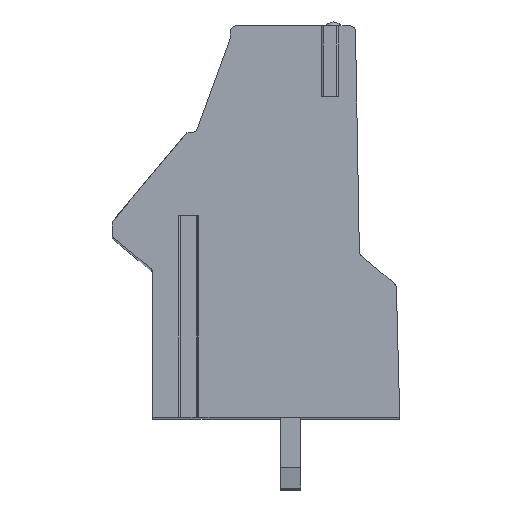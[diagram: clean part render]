
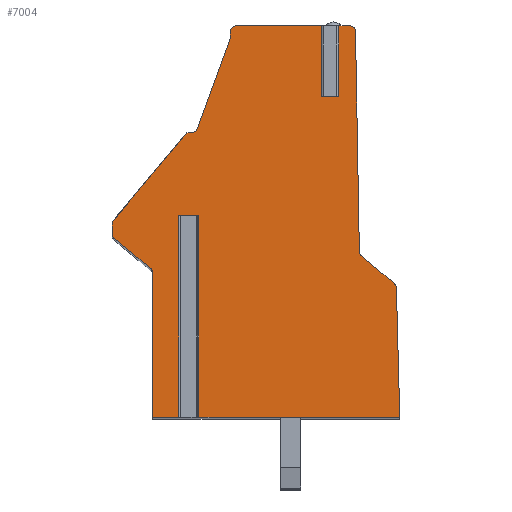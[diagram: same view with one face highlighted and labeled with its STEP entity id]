
A CAD part, top view. The second image highlights one B-rep face of the part: STEP entity #7004.
In plain terms, the highlighted planar face has unit normal (0, 0, 1).
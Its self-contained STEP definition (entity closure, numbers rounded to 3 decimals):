
#13=DIRECTION('',(-1.,0.,0.));
#14=VECTOR('',#13,0.55);
#15=CARTESIAN_POINT('',(3.708,6.127,58.42));
#16=LINE('',#15,#14);
#17=DIRECTION('',(0.,-1.,0.));
#18=VECTOR('',#17,3.5);
#19=CARTESIAN_POINT('',(3.708,9.627,58.42));
#20=LINE('',#19,#18);
#21=DIRECTION('',(-1.,0.,0.));
#22=VECTOR('',#21,0.682);
#23=CARTESIAN_POINT('',(4.39,9.627,58.42));
#24=LINE('',#23,#22);
#25=CARTESIAN_POINT('',(4.39,9.327,58.42));
#26=DIRECTION('',(0.,0.,1.));
#27=DIRECTION('',(1.,0.017,0.));
#28=AXIS2_PLACEMENT_3D('',#25,#26,#27);
#30=DIRECTION('',(-0.017,1.,0.));
#31=VECTOR('',#30,10.885);
#32=CARTESIAN_POINT('',(4.88,-1.552,58.42));
#33=LINE('',#32,#31);
#34=CARTESIAN_POINT('',(5.18,-1.546,58.42));
#35=DIRECTION('',(0.,0.,-1.));
#36=DIRECTION('',(-0.643,-0.766,0.));
#37=AXIS2_PLACEMENT_3D('',#34,#35,#36);
#39=DIRECTION('',(-0.766,0.643,0.));
#40=VECTOR('',#39,2.116);
#41=CARTESIAN_POINT('',(6.608,-3.137,58.42));
#42=LINE('',#41,#40);
#43=CARTESIAN_POINT('',(6.415,-3.366,58.42));
#44=DIRECTION('',(0.,0.,1.));
#45=DIRECTION('',(1.,0.029,0.));
#46=AXIS2_PLACEMENT_3D('',#43,#44,#45);
#48=DIRECTION('',(-0.026,1.,0.));
#49=VECTOR('',#48,6.418);
#50=CARTESIAN_POINT('',(6.883,-9.773,58.42));
#51=LINE('',#50,#49);
#52=DIRECTION('',(1.,0.,0.));
#53=VECTOR('',#52,9.952);
#54=CARTESIAN_POINT('',(-3.069,-9.773,58.42));
#55=LINE('',#54,#53);
#56=DIRECTION('',(0.,-1.,0.));
#57=VECTOR('',#56,10.);
#58=CARTESIAN_POINT('',(-3.069,0.227,58.42));
#59=LINE('',#58,#57);
#60=DIRECTION('',(-1.,0.,0.));
#61=VECTOR('',#60,0.996);
#62=CARTESIAN_POINT('',(-3.069,0.227,58.42));
#63=LINE('',#62,#61);
#64=DIRECTION('',(0.,-1.,0.));
#65=VECTOR('',#64,10.);
#66=CARTESIAN_POINT('',(-4.065,0.227,58.42));
#67=LINE('',#66,#65);
#68=DIRECTION('',(1.,0.,0.));
#69=VECTOR('',#68,1.302);
#70=CARTESIAN_POINT('',(-5.367,-9.773,58.42));
#71=LINE('',#70,#69);
#72=DIRECTION('',(0.,-1.,0.));
#73=VECTOR('',#72,7.198);
#74=CARTESIAN_POINT('',(-5.367,-2.576,58.42));
#75=LINE('',#74,#73);
#76=CARTESIAN_POINT('',(-5.567,-2.576,58.42));
#77=DIRECTION('',(0.,0.,-1.));
#78=DIRECTION('',(0.643,0.766,0.));
#79=AXIS2_PLACEMENT_3D('',#76,#77,#78);
#81=DIRECTION('',(0.766,-0.643,0.));
#82=VECTOR('',#81,2.424);
#83=CARTESIAN_POINT('',(-7.295,-0.864,58.42));
#84=LINE('',#83,#82);
#85=CARTESIAN_POINT('',(-7.167,-0.711,58.42));
#86=DIRECTION('',(0.,0.,1.));
#87=DIRECTION('',(-1.,0.,0.));
#88=AXIS2_PLACEMENT_3D('',#85,#86,#87);
#90=DIRECTION('',(0.,-1.,0.));
#91=VECTOR('',#90,0.52);
#92=CARTESIAN_POINT('',(-7.367,-0.191,58.42));
#93=LINE('',#92,#91);
#94=CARTESIAN_POINT('',(-7.067,-0.191,58.42));
#95=DIRECTION('',(0.,0.,1.));
#96=DIRECTION('',(-0.766,0.643,0.));
#97=AXIS2_PLACEMENT_3D('',#94,#95,#96);
#99=DIRECTION('',(-0.643,-0.766,0.));
#100=VECTOR('',#99,5.645);
#101=CARTESIAN_POINT('',(-3.668,4.327,58.42));
#102=LINE('',#101,#100);
#103=DIRECTION('',(-1.,0.,0.));
#104=VECTOR('',#103,0.236);
#105=CARTESIAN_POINT('',(-3.432,4.327,58.42));
#106=LINE('',#105,#104);
#107=CARTESIAN_POINT('',(-3.432,4.627,58.42));
#108=DIRECTION('',(0.,0.,-1.));
#109=DIRECTION('',(0.94,-0.342,0.));
#110=AXIS2_PLACEMENT_3D('',#107,#108,#109);
#112=DIRECTION('',(-0.342,-0.94,0.));
#113=VECTOR('',#112,4.782);
#114=CARTESIAN_POINT('',(-1.515,9.018,58.42));
#115=LINE('',#114,#113);
#116=DIRECTION('',(0.,-1.,0.));
#117=VECTOR('',#116,0.309);
#118=CARTESIAN_POINT('',(-1.515,9.327,58.42));
#119=LINE('',#118,#117);
#120=CARTESIAN_POINT('',(-1.215,9.327,58.42));
#121=DIRECTION('',(0.,0.,1.));
#122=DIRECTION('',(0.,1.,0.));
#123=AXIS2_PLACEMENT_3D('',#120,#121,#122);
#125=DIRECTION('',(-1.,0.,0.));
#126=VECTOR('',#125,4.373);
#127=CARTESIAN_POINT('',(3.158,9.627,58.42));
#128=LINE('',#127,#126);
#129=DIRECTION('',(0.,-1.,0.));
#130=VECTOR('',#129,3.5);
#131=CARTESIAN_POINT('',(3.158,9.627,58.42));
#132=LINE('',#131,#130);
#5453=CARTESIAN_POINT('',(6.883,-9.773,58.42));
#5454=CARTESIAN_POINT('',(6.715,-3.358,58.42));
#5455=VERTEX_POINT('',#5453);
#5456=VERTEX_POINT('',#5454);
#5457=CARTESIAN_POINT('',(6.608,-3.137,58.42));
#5458=VERTEX_POINT('',#5457);
#5459=CARTESIAN_POINT('',(4.987,-1.776,58.42));
#5460=VERTEX_POINT('',#5459);
#5461=CARTESIAN_POINT('',(4.88,-1.552,58.42));
#5462=VERTEX_POINT('',#5461);
#5463=CARTESIAN_POINT('',(4.69,9.332,58.42));
#5464=VERTEX_POINT('',#5463);
#5465=CARTESIAN_POINT('',(4.39,9.627,58.42));
#5466=VERTEX_POINT('',#5465);
#5467=CARTESIAN_POINT('',(-1.215,9.627,58.42));
#5468=CARTESIAN_POINT('',(-1.515,9.327,58.42));
#5469=VERTEX_POINT('',#5467);
#5470=VERTEX_POINT('',#5468);
#5471=CARTESIAN_POINT('',(-1.515,9.018,58.42));
#5472=VERTEX_POINT('',#5471);
#5473=CARTESIAN_POINT('',(-3.15,4.524,58.42));
#5474=VERTEX_POINT('',#5473);
#5475=CARTESIAN_POINT('',(-3.432,4.327,58.42));
#5476=VERTEX_POINT('',#5475);
#5477=CARTESIAN_POINT('',(-3.668,4.327,58.42));
#5478=VERTEX_POINT('',#5477);
#5479=CARTESIAN_POINT('',(-7.297,0.002,58.42));
#5480=VERTEX_POINT('',#5479);
#5481=CARTESIAN_POINT('',(-7.367,-0.191,58.42));
#5482=VERTEX_POINT('',#5481);
#5483=CARTESIAN_POINT('',(-7.367,-0.711,58.42));
#5484=VERTEX_POINT('',#5483);
#5485=CARTESIAN_POINT('',(-7.295,-0.864,58.42));
#5486=VERTEX_POINT('',#5485);
#5487=CARTESIAN_POINT('',(-5.438,-2.422,58.42));
#5488=VERTEX_POINT('',#5487);
#5489=CARTESIAN_POINT('',(-5.367,-2.576,58.42));
#5490=VERTEX_POINT('',#5489);
#5491=CARTESIAN_POINT('',(-5.367,-9.773,58.42));
#5492=VERTEX_POINT('',#5491);
#5593=CARTESIAN_POINT('',(-3.069,0.227,58.42));
#5594=CARTESIAN_POINT('',(-4.065,0.227,58.42));
#5595=VERTEX_POINT('',#5593);
#5596=VERTEX_POINT('',#5594);
#5597=CARTESIAN_POINT('',(-3.069,-9.773,58.42));
#5598=VERTEX_POINT('',#5597);
#5599=CARTESIAN_POINT('',(-4.065,-9.773,58.42));
#5600=VERTEX_POINT('',#5599);
#5637=CARTESIAN_POINT('',(3.708,6.127,58.42));
#5638=CARTESIAN_POINT('',(3.158,6.127,58.42));
#5639=VERTEX_POINT('',#5637);
#5640=VERTEX_POINT('',#5638);
#5641=CARTESIAN_POINT('',(3.158,9.627,58.42));
#5642=VERTEX_POINT('',#5641);
#5643=CARTESIAN_POINT('',(3.708,9.627,58.42));
#5644=VERTEX_POINT('',#5643);
#6941=CARTESIAN_POINT('',(0.,0.,58.42));
#6942=DIRECTION('',(0.,0.,1.));
#6943=DIRECTION('',(1.,0.,0.));
#6944=AXIS2_PLACEMENT_3D('',#6941,#6942,#6943);
#6945=PLANE('',#6944);
#6947=ORIENTED_EDGE('',*,*,#6946,.F.);
#6949=ORIENTED_EDGE('',*,*,#6948,.F.);
#6951=ORIENTED_EDGE('',*,*,#6950,.F.);
#6953=ORIENTED_EDGE('',*,*,#6952,.F.);
#6955=ORIENTED_EDGE('',*,*,#6954,.F.);
#6957=ORIENTED_EDGE('',*,*,#6956,.F.);
#6959=ORIENTED_EDGE('',*,*,#6958,.F.);
#6961=ORIENTED_EDGE('',*,*,#6960,.F.);
#6963=ORIENTED_EDGE('',*,*,#6962,.F.);
#6965=ORIENTED_EDGE('',*,*,#6964,.F.);
#6967=ORIENTED_EDGE('',*,*,#6966,.F.);
#6969=ORIENTED_EDGE('',*,*,#6968,.T.);
#6971=ORIENTED_EDGE('',*,*,#6970,.T.);
#6973=ORIENTED_EDGE('',*,*,#6972,.F.);
#6975=ORIENTED_EDGE('',*,*,#6974,.F.);
#6977=ORIENTED_EDGE('',*,*,#6976,.F.);
#6979=ORIENTED_EDGE('',*,*,#6978,.F.);
#6981=ORIENTED_EDGE('',*,*,#6980,.F.);
#6983=ORIENTED_EDGE('',*,*,#6982,.F.);
#6985=ORIENTED_EDGE('',*,*,#6984,.F.);
#6987=ORIENTED_EDGE('',*,*,#6986,.F.);
#6989=ORIENTED_EDGE('',*,*,#6988,.F.);
#6991=ORIENTED_EDGE('',*,*,#6990,.F.);
#6993=ORIENTED_EDGE('',*,*,#6992,.F.);
#6995=ORIENTED_EDGE('',*,*,#6994,.F.);
#6997=ORIENTED_EDGE('',*,*,#6996,.F.);
#6999=ORIENTED_EDGE('',*,*,#6998,.F.);
#7001=ORIENTED_EDGE('',*,*,#7000,.T.);
#7002=EDGE_LOOP('',(#6947,#6949,#6951,#6953,#6955,#6957,#6959,#6961,#6963,#6965,
#6967,#6969,#6971,#6973,#6975,#6977,#6979,#6981,#6983,#6985,#6987,#6989,#6991,
#6993,#6995,#6997,#6999,#7001));
#7003=FACE_OUTER_BOUND('',#7002,.F.);
#29=CIRCLE('',#28,0.3);
#38=CIRCLE('',#37,0.3);
#47=CIRCLE('',#46,0.3);
#80=CIRCLE('',#79,0.2);
#89=CIRCLE('',#88,0.2);
#98=CIRCLE('',#97,0.3);
#111=CIRCLE('',#110,0.3);
#124=CIRCLE('',#123,0.3);
#6946=EDGE_CURVE('',#5639,#5640,#16,.T.);
#6948=EDGE_CURVE('',#5644,#5639,#20,.T.);
#6950=EDGE_CURVE('',#5466,#5644,#24,.T.);
#6952=EDGE_CURVE('',#5464,#5466,#29,.T.);
#6954=EDGE_CURVE('',#5462,#5464,#33,.T.);
#6956=EDGE_CURVE('',#5460,#5462,#38,.T.);
#6958=EDGE_CURVE('',#5458,#5460,#42,.T.);
#6960=EDGE_CURVE('',#5456,#5458,#47,.T.);
#6962=EDGE_CURVE('',#5455,#5456,#51,.T.);
#6964=EDGE_CURVE('',#5598,#5455,#55,.T.);
#6966=EDGE_CURVE('',#5595,#5598,#59,.T.);
#6968=EDGE_CURVE('',#5595,#5596,#63,.T.);
#6970=EDGE_CURVE('',#5596,#5600,#67,.T.);
#6972=EDGE_CURVE('',#5492,#5600,#71,.T.);
#6974=EDGE_CURVE('',#5490,#5492,#75,.T.);
#6976=EDGE_CURVE('',#5488,#5490,#80,.T.);
#6978=EDGE_CURVE('',#5486,#5488,#84,.T.);
#6980=EDGE_CURVE('',#5484,#5486,#89,.T.);
#6982=EDGE_CURVE('',#5482,#5484,#93,.T.);
#6984=EDGE_CURVE('',#5480,#5482,#98,.T.);
#6986=EDGE_CURVE('',#5478,#5480,#102,.T.);
#6988=EDGE_CURVE('',#5476,#5478,#106,.T.);
#6990=EDGE_CURVE('',#5474,#5476,#111,.T.);
#6992=EDGE_CURVE('',#5472,#5474,#115,.T.);
#6994=EDGE_CURVE('',#5470,#5472,#119,.T.);
#6996=EDGE_CURVE('',#5469,#5470,#124,.T.);
#6998=EDGE_CURVE('',#5642,#5469,#128,.T.);
#7000=EDGE_CURVE('',#5642,#5640,#132,.T.);
#7004=ADVANCED_FACE('',(#7003),#6945,.T.);
